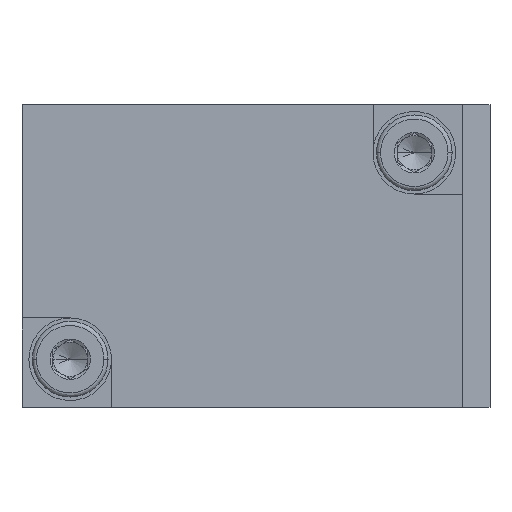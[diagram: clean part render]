
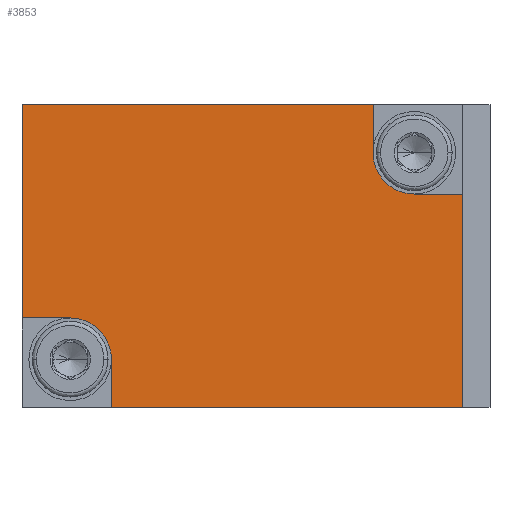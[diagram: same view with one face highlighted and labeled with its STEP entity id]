
A CAD part, front view. The second image highlights one B-rep face of the part: STEP entity #3853.
In plain terms, the highlighted planar face has unit normal (0, -1, 0).
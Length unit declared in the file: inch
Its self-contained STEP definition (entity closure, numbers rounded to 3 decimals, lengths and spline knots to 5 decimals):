
#8 = EDGE_CURVE ( 'NONE', #4797, #5090, #662, .T. ) ;
#43 = LINE ( 'NONE', #4444, #3418 ) ;
#92 = LINE ( 'NONE', #1725, #3727 ) ;
#111 = VECTOR ( 'NONE', #3064, 39.37008 ) ;
#161 = FACE_OUTER_BOUND ( 'NONE', #4384, .T. ) ;
#258 = DIRECTION ( 'NONE',  ( -1., 0., 0. ) ) ;
#310 = VERTEX_POINT ( 'NONE', #4548 ) ;
#433 = DIRECTION ( 'NONE',  ( 0., -1., 0. ) ) ;
#443 = ORIENTED_EDGE ( 'NONE', *, *, #3358, .T. ) ;
#478 = DIRECTION ( 'NONE',  ( -1., 0., 0. ) ) ;
#537 = LINE ( 'NONE', #2069, #1079 ) ;
#574 = DIRECTION ( 'NONE',  ( 0., 1., 0. ) ) ;
#606 = DIRECTION ( 'NONE',  ( 0., 0., -1. ) ) ;
#630 = LINE ( 'NONE', #2606, #2141 ) ;
#637 = VERTEX_POINT ( 'NONE', #2101 ) ;
#662 = LINE ( 'NONE', #1913, #111 ) ;
#787 = DIRECTION ( 'NONE',  ( 0., 0., 1. ) ) ;
#794 = ORIENTED_EDGE ( 'NONE', *, *, #4223, .T. ) ;
#871 = DIRECTION ( 'NONE',  ( 0., 0., -1. ) ) ;
#1079 = VECTOR ( 'NONE', #3663, 39.37008 ) ;
#1105 = CARTESIAN_POINT ( 'NONE',  ( 0.49213, 0., 0.29528 ) ) ;
#1159 = EDGE_CURVE ( 'NONE', #637, #4669, #43, .T. ) ;
#1211 = ORIENTED_EDGE ( 'NONE', *, *, #8, .F. ) ;
#1324 = VECTOR ( 'NONE', #3498, 39.37008 ) ;
#1358 = ORIENTED_EDGE ( 'NONE', *, *, #4436, .F. ) ;
#1380 = CARTESIAN_POINT ( 'NONE',  ( 0.49213, 0., 0.17717 ) ) ;
#1458 = DIRECTION ( 'NONE',  ( 0., 0., 1. ) ) ;
#1478 = VERTEX_POINT ( 'NONE', #3504 ) ;
#1486 = CARTESIAN_POINT ( 'NONE',  ( 0.62992, 0., 0.43307 ) ) ;
#1700 = CARTESIAN_POINT ( 'NONE',  ( -0.49213, 0., -0.29528 ) ) ;
#1725 = CARTESIAN_POINT ( 'NONE',  ( -0.62992, 0., -0.17717 ) ) ;
#1729 = VECTOR ( 'NONE', #258, 39.37008 ) ;
#1908 = EDGE_CURVE ( 'NONE', #310, #1478, #1969, .T. ) ;
#1913 = CARTESIAN_POINT ( 'NONE',  ( -0.37402, 0., -0.43307 ) ) ;
#1969 = LINE ( 'NONE', #1486, #4659 ) ;
#2047 = CARTESIAN_POINT ( 'NONE',  ( -0.49213, 0., -0.17717 ) ) ;
#2069 = CARTESIAN_POINT ( 'NONE',  ( 0.62992, 0., -0.43307 ) ) ;
#2101 = CARTESIAN_POINT ( 'NONE',  ( 0.37402, 0., 0.43307 ) ) ;
#2141 = VECTOR ( 'NONE', #606, 39.37008 ) ;
#2237 = AXIS2_PLACEMENT_3D ( 'NONE', #4934, #574, #3750 ) ;
#2260 = LINE ( 'NONE', #3881, #1324 ) ;
#2546 = ORIENTED_EDGE ( 'NONE', *, *, #4665, .F. ) ;
#2606 = CARTESIAN_POINT ( 'NONE',  ( -0.62992, 0., -0.43307 ) ) ;
#2724 = AXIS2_PLACEMENT_3D ( 'NONE', #1700, #433, #3291 ) ;
#2820 = CARTESIAN_POINT ( 'NONE',  ( -0.37402, 0., -0.43307 ) ) ;
#2888 = CIRCLE ( 'NONE', #4824, 0.11811 ) ;
#3039 = VERTEX_POINT ( 'NONE', #2047 ) ;
#3064 = DIRECTION ( 'NONE',  ( 0., 0., 1. ) ) ;
#3121 = EDGE_CURVE ( 'NONE', #637, #3179, #4228, .T. ) ;
#3179 = VERTEX_POINT ( 'NONE', #4204 ) ;
#3291 = DIRECTION ( 'NONE',  ( 0., 0., 1. ) ) ;
#3335 = PLANE ( 'NONE',  #2237 ) ;
#3349 = ORIENTED_EDGE ( 'NONE', *, *, #3889, .F. ) ;
#3358 = EDGE_CURVE ( 'NONE', #3179, #3924, #630, .T. ) ;
#3418 = VECTOR ( 'NONE', #871, 39.37008 ) ;
#3430 = ORIENTED_EDGE ( 'NONE', *, *, #3121, .T. ) ;
#3498 = DIRECTION ( 'NONE',  ( 1., 0., 0. ) ) ;
#3504 = CARTESIAN_POINT ( 'NONE',  ( 0.62992, 0., 0.17717 ) ) ;
#3556 = CIRCLE ( 'NONE', #2724, 0.11811 ) ;
#3663 = DIRECTION ( 'NONE',  ( 1., 0., 0. ) ) ;
#3727 = VECTOR ( 'NONE', #478, 39.37008 ) ;
#3750 = DIRECTION ( 'NONE',  ( 0., 0., -1. ) ) ;
#3767 = ORIENTED_EDGE ( 'NONE', *, *, #1908, .T. ) ;
#3781 = ORIENTED_EDGE ( 'NONE', *, *, #1159, .F. ) ;
#3853 = ADVANCED_FACE ( 'NONE', ( #161 ), #3335, .F. ) ;
#3859 = CARTESIAN_POINT ( 'NONE',  ( -0.37402, 0., -0.29528 ) ) ;
#3881 = CARTESIAN_POINT ( 'NONE',  ( 0.62992, 0., 0.17717 ) ) ;
#3889 = EDGE_CURVE ( 'NONE', #4958, #1478, #2260, .T. ) ;
#3924 = VERTEX_POINT ( 'NONE', #5013 ) ;
#4204 = CARTESIAN_POINT ( 'NONE',  ( -0.62992, 0., 0.43307 ) ) ;
#4223 = EDGE_CURVE ( 'NONE', #4797, #310, #537, .T. ) ;
#4228 = LINE ( 'NONE', #4957, #1729 ) ;
#4296 = CARTESIAN_POINT ( 'NONE',  ( 0.37402, 0., 0.29528 ) ) ;
#4340 = DIRECTION ( 'NONE',  ( 0., -1., 0. ) ) ;
#4384 = EDGE_LOOP ( 'NONE', ( #2546, #3781, #3430, #443, #1358, #4427, #1211, #794, #3767, #3349 ) ) ;
#4427 = ORIENTED_EDGE ( 'NONE', *, *, #4491, .F. ) ;
#4436 = EDGE_CURVE ( 'NONE', #3039, #3924, #92, .T. ) ;
#4444 = CARTESIAN_POINT ( 'NONE',  ( 0.37402, 0., -0.43307 ) ) ;
#4491 = EDGE_CURVE ( 'NONE', #5090, #3039, #3556, .T. ) ;
#4548 = CARTESIAN_POINT ( 'NONE',  ( 0.62992, 0., -0.43307 ) ) ;
#4659 = VECTOR ( 'NONE', #1458, 39.37008 ) ;
#4665 = EDGE_CURVE ( 'NONE', #4669, #4958, #2888, .T. ) ;
#4669 = VERTEX_POINT ( 'NONE', #4296 ) ;
#4797 = VERTEX_POINT ( 'NONE', #2820 ) ;
#4824 = AXIS2_PLACEMENT_3D ( 'NONE', #1105, #4340, #787 ) ;
#4934 = CARTESIAN_POINT ( 'NONE',  ( 0.62992, 0., -0.43307 ) ) ;
#4957 = CARTESIAN_POINT ( 'NONE',  ( -0.62992, 0., 0.43307 ) ) ;
#4958 = VERTEX_POINT ( 'NONE', #1380 ) ;
#5013 = CARTESIAN_POINT ( 'NONE',  ( -0.62992, 0., -0.17717 ) ) ;
#5090 = VERTEX_POINT ( 'NONE', #3859 ) ;
